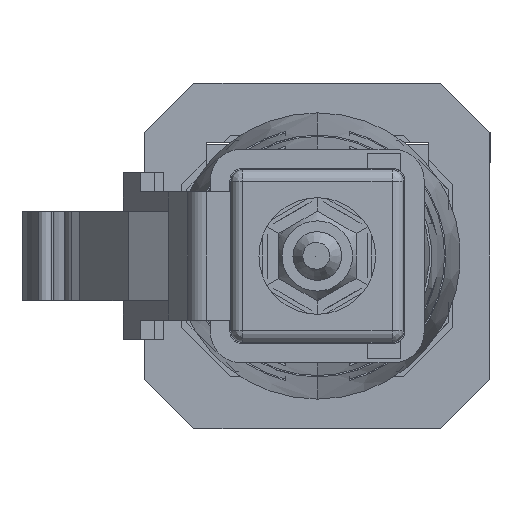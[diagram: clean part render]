
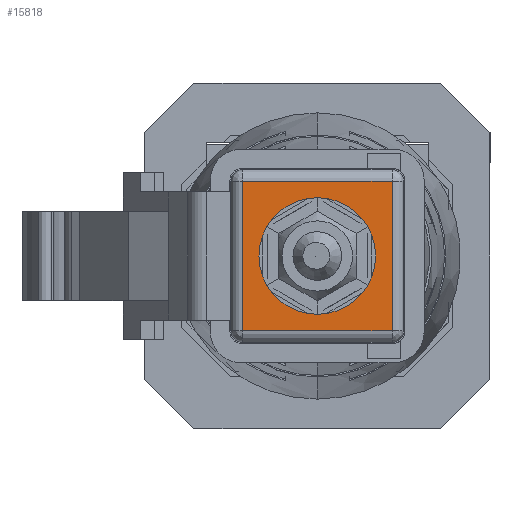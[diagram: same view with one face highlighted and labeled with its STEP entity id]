
A CAD part, left-side view. The second image highlights one B-rep face of the part: STEP entity #15818.
In plain terms, the highlighted face is planar.
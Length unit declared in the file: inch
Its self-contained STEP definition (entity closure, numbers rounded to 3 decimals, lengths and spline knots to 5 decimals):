
#802 = CARTESIAN_POINT ( 'NONE',  ( 0.46457, 0.07579, -0.07579 ) ) ;
#805 = CARTESIAN_POINT ( 'NONE',  ( 0.46457, 0., 0.07579 ) ) ;
#1037 = EDGE_LOOP ( 'NONE', ( #6120, #11390, #9476, #4356 ) ) ;
#2625 = LINE ( 'NONE', #805, #14120 ) ;
#2645 = AXIS2_PLACEMENT_3D ( 'NONE', #6907, #8747, #10126 ) ;
#2741 = VERTEX_POINT ( 'NONE', #16533 ) ;
#2932 = LINE ( 'NONE', #15961, #21117 ) ;
#3051 = CARTESIAN_POINT ( 'NONE',  ( 0.46457, 0., 0. ) ) ;
#4356 = ORIENTED_EDGE ( 'NONE', *, *, #10909, .F. ) ;
#5729 = CARTESIAN_POINT ( 'NONE',  ( 0.46457, -0.07579, -0.07579 ) ) ;
#6120 = ORIENTED_EDGE ( 'NONE', *, *, #11639, .F. ) ;
#6238 = CARTESIAN_POINT ( 'NONE',  ( 0.46457, 0., -0.05906 ) ) ;
#6373 = CIRCLE ( 'NONE', #20774, 0.05906 ) ;
#6907 = CARTESIAN_POINT ( 'NONE',  ( 0.46457, 0., 0. ) ) ;
#7969 = DIRECTION ( 'NONE',  ( 0., 1., 0. ) ) ;
#8476 = DIRECTION ( 'NONE',  ( 0., -1., 0. ) ) ;
#8579 = CARTESIAN_POINT ( 'NONE',  ( 0.46457, -0.07579, 0. ) ) ;
#8747 = DIRECTION ( 'NONE',  ( -1., 0., 0. ) ) ;
#9476 = ORIENTED_EDGE ( 'NONE', *, *, #20582, .F. ) ;
#10126 = DIRECTION ( 'NONE',  ( 0., 0., 1. ) ) ;
#10213 = DIRECTION ( 'NONE',  ( 1., 0., 0. ) ) ;
#10420 = LINE ( 'NONE', #17481, #12760 ) ;
#10909 = EDGE_CURVE ( 'NONE', #2741, #15638, #2932, .T. ) ;
#11390 = ORIENTED_EDGE ( 'NONE', *, *, #19491, .F. ) ;
#11639 = EDGE_CURVE ( 'NONE', #18509, #2741, #2625, .T. ) ;
#12760 = VECTOR ( 'NONE', #8476, 39.37008 ) ;
#13735 = FACE_BOUND ( 'NONE', #19296, .T. ) ;
#14060 = FACE_OUTER_BOUND ( 'NONE', #1037, .T. ) ;
#14120 = VECTOR ( 'NONE', #7969, 39.37008 ) ;
#15638 = VERTEX_POINT ( 'NONE', #802 ) ;
#15792 = PLANE ( 'NONE',  #2645 ) ;
#15818 = ADVANCED_FACE ( 'NONE', ( #13735, #14060 ), #15792, .F. ) ;
#15961 = CARTESIAN_POINT ( 'NONE',  ( 0.46457, 0.07579, 0. ) ) ;
#16240 = EDGE_CURVE ( 'NONE', #22092, #22092, #6373, .T. ) ;
#16533 = CARTESIAN_POINT ( 'NONE',  ( 0.46457, 0.07579, 0.07579 ) ) ;
#16686 = CARTESIAN_POINT ( 'NONE',  ( 0.46457, -0.07579, 0.07579 ) ) ;
#17031 = DIRECTION ( 'NONE',  ( 0., 0., -1. ) ) ;
#17252 = DIRECTION ( 'NONE',  ( 0., 0., 1. ) ) ;
#17276 = DIRECTION ( 'NONE',  ( 0., 0., -1. ) ) ;
#17481 = CARTESIAN_POINT ( 'NONE',  ( 0.46457, 0., -0.07579 ) ) ;
#18509 = VERTEX_POINT ( 'NONE', #16686 ) ;
#19296 = EDGE_LOOP ( 'NONE', ( #19449 ) ) ;
#19449 = ORIENTED_EDGE ( 'NONE', *, *, #16240, .F. ) ;
#19491 = EDGE_CURVE ( 'NONE', #22167, #18509, #20846, .T. ) ;
#20495 = VECTOR ( 'NONE', #17252, 39.37008 ) ;
#20582 = EDGE_CURVE ( 'NONE', #15638, #22167, #10420, .T. ) ;
#20774 = AXIS2_PLACEMENT_3D ( 'NONE', #3051, #10213, #17276 ) ;
#20846 = LINE ( 'NONE', #8579, #20495 ) ;
#21117 = VECTOR ( 'NONE', #17031, 39.37008 ) ;
#22092 = VERTEX_POINT ( 'NONE', #6238 ) ;
#22167 = VERTEX_POINT ( 'NONE', #5729 ) ;
